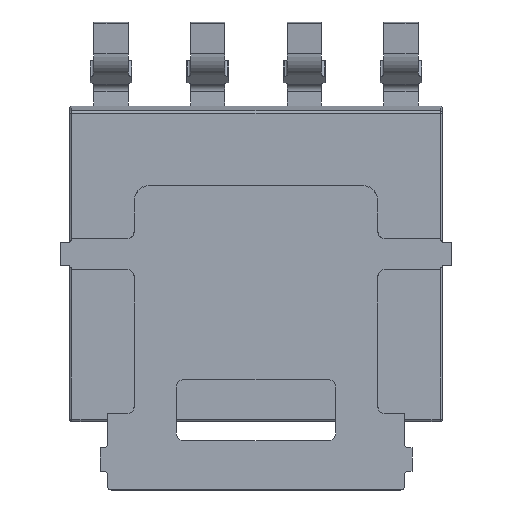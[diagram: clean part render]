
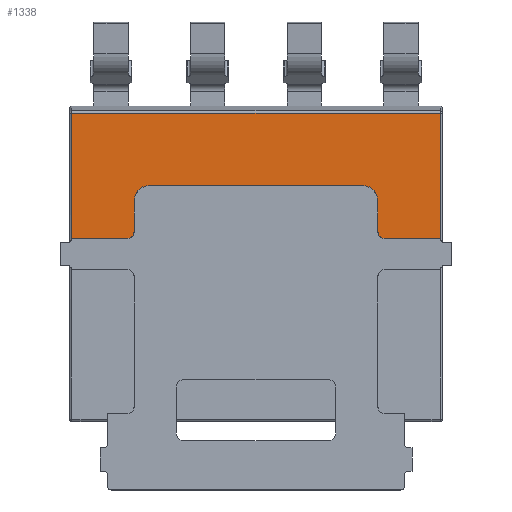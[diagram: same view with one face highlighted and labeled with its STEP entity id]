
A CAD part, front view. The second image highlights one B-rep face of the part: STEP entity #1338.
In plain terms, the highlighted planar face has unit normal (0, -1, 0).
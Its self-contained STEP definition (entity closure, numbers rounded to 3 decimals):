
#84 = CARTESIAN_POINT ( 'NONE',  ( -2.42, 0., 0.233 ) ) ;
#111 = ORIENTED_EDGE ( 'NONE', *, *, #4627, .F. ) ;
#117 = VECTOR ( 'NONE', #4391, 1000. ) ;
#191 = ORIENTED_EDGE ( 'NONE', *, *, #1360, .T. ) ;
#244 = ORIENTED_EDGE ( 'NONE', *, *, #1134, .F. ) ;
#275 = DIRECTION ( 'NONE',  ( 0., -1., 0. ) ) ;
#368 = DIRECTION ( 'NONE',  ( 0., 0., -1. ) ) ;
#499 = CIRCLE ( 'NONE', #1873, 0.098 ) ;
#523 = LINE ( 'NONE', #5414, #5471 ) ;
#567 = DIRECTION ( 'NONE',  ( 0., 0., -1. ) ) ;
#721 = ORIENTED_EDGE ( 'NONE', *, *, #1037, .F. ) ;
#733 = DIRECTION ( 'NONE',  ( 0., 0., -1. ) ) ;
#803 = LINE ( 'NONE', #3060, #2607 ) ;
#917 = VECTOR ( 'NONE', #4317, 1000. ) ;
#983 = VECTOR ( 'NONE', #5099, 1000. ) ;
#1026 = CIRCLE ( 'NONE', #5663, 0.202 ) ;
#1037 = EDGE_CURVE ( 'NONE', #3111, #6188, #1026, .T. ) ;
#1066 = VERTEX_POINT ( 'NONE', #2459 ) ;
#1076 = CARTESIAN_POINT ( 'NONE',  ( 1.602, 0., 0.745 ) ) ;
#1134 = EDGE_CURVE ( 'NONE', #6903, #1066, #7846, .T. ) ;
#1152 = EDGE_CURVE ( 'NONE', #1223, #5319, #2504, .T. ) ;
#1223 = VERTEX_POINT ( 'NONE', #6985 ) ;
#1335 = ORIENTED_EDGE ( 'NONE', *, *, #5162, .T. ) ;
#1338 = ADVANCED_FACE ( 'NONE', ( #6780 ), #5730, .T. ) ;
#1360 = EDGE_CURVE ( 'NONE', #5565, #2395, #803, .T. ) ;
#1407 = CARTESIAN_POINT ( 'NONE',  ( -2.451, 0., 0.202 ) ) ;
#1569 = ORIENTED_EDGE ( 'NONE', *, *, #3714, .F. ) ;
#1577 = CARTESIAN_POINT ( 'NONE',  ( 1.4, 0., 0.745 ) ) ;
#1611 = EDGE_CURVE ( 'NONE', #2395, #4746, #6772, .T. ) ;
#1690 = DIRECTION ( 'NONE',  ( -1., 0., 0. ) ) ;
#1693 = VECTOR ( 'NONE', #3084, 1000. ) ;
#1749 = CARTESIAN_POINT ( 'NONE',  ( 1.7, 0., 0.247 ) ) ;
#1873 = AXIS2_PLACEMENT_3D ( 'NONE', #2530, #7215, #3198 ) ;
#1899 = LINE ( 'NONE', #3056, #117 ) ;
#1903 = AXIS2_PLACEMENT_3D ( 'NONE', #6321, #4527, #2226 ) ;
#1920 = CARTESIAN_POINT ( 'NONE',  ( 1.602, 0., 0.745 ) ) ;
#1924 = CARTESIAN_POINT ( 'NONE',  ( 2.45, 0., 0. ) ) ;
#1978 = DIRECTION ( 'NONE',  ( 0.707, 0., 0.707 ) ) ;
#1988 = DIRECTION ( 'NONE',  ( 0., -1., 0. ) ) ;
#2212 = CARTESIAN_POINT ( 'NONE',  ( -1.4, 0., 0.947 ) ) ;
#2226 = DIRECTION ( 'NONE',  ( 0., 0., 1. ) ) ;
#2395 = VERTEX_POINT ( 'NONE', #84 ) ;
#2407 = VERTEX_POINT ( 'NONE', #4768 ) ;
#2443 = EDGE_CURVE ( 'NONE', #2407, #5565, #6325, .T. ) ;
#2459 = CARTESIAN_POINT ( 'NONE',  ( 2.406, 0., 0.247 ) ) ;
#2481 = VERTEX_POINT ( 'NONE', #7521 ) ;
#2504 = CIRCLE ( 'NONE', #1903, 0.202 ) ;
#2530 = CARTESIAN_POINT ( 'NONE',  ( 1.7, 0., 0.345 ) ) ;
#2607 = VECTOR ( 'NONE', #368, 1000. ) ;
#2768 = CARTESIAN_POINT ( 'NONE',  ( -1.7, 0., 0.247 ) ) ;
#2897 = DIRECTION ( 'NONE',  ( 0., 0., -1. ) ) ;
#3056 = CARTESIAN_POINT ( 'NONE',  ( 2.42, 0., 0. ) ) ;
#3060 = CARTESIAN_POINT ( 'NONE',  ( -2.42, 0., -2.129 ) ) ;
#3084 = DIRECTION ( 'NONE',  ( -1., 0., 0. ) ) ;
#3111 = VERTEX_POINT ( 'NONE', #1076 ) ;
#3198 = DIRECTION ( 'NONE',  ( 0., 0., 1. ) ) ;
#3349 = CARTESIAN_POINT ( 'NONE',  ( -2.42, 0., 1.897 ) ) ;
#3422 = CARTESIAN_POINT ( 'NONE',  ( -1.602, 0., 0.345 ) ) ;
#3441 = ORIENTED_EDGE ( 'NONE', *, *, #7529, .T. ) ;
#3666 = EDGE_CURVE ( 'NONE', #6903, #2407, #1899, .T. ) ;
#3714 = EDGE_CURVE ( 'NONE', #1066, #4908, #5482, .T. ) ;
#3790 = EDGE_LOOP ( 'NONE', ( #191, #3997, #7180, #1335, #111, #4212, #5539, #721, #3441, #3865, #1569, #244, #6055, #7533 ) ) ;
#3865 = ORIENTED_EDGE ( 'NONE', *, *, #5420, .F. ) ;
#3937 = CARTESIAN_POINT ( 'NONE',  ( 2.42, 0., 0.233 ) ) ;
#3997 = ORIENTED_EDGE ( 'NONE', *, *, #1611, .T. ) ;
#4117 = VECTOR ( 'NONE', #567, 1000. ) ;
#4212 = ORIENTED_EDGE ( 'NONE', *, *, #1152, .T. ) ;
#4317 = DIRECTION ( 'NONE',  ( -0.707, 0., 0.707 ) ) ;
#4357 = DIRECTION ( 'NONE',  ( 0., 0., -1. ) ) ;
#4391 = DIRECTION ( 'NONE',  ( 0., 0., 1. ) ) ;
#4414 = CARTESIAN_POINT ( 'NONE',  ( 1.4, 0., 0.947 ) ) ;
#4527 = DIRECTION ( 'NONE',  ( 0., 1., 0. ) ) ;
#4627 = EDGE_CURVE ( 'NONE', #1223, #7063, #523, .T. ) ;
#4695 = CIRCLE ( 'NONE', #7769, 0.098 ) ;
#4736 = LINE ( 'NONE', #5706, #8307 ) ;
#4746 = VERTEX_POINT ( 'NONE', #6254 ) ;
#4768 = CARTESIAN_POINT ( 'NONE',  ( 2.42, 0., 1.897 ) ) ;
#4783 = VECTOR ( 'NONE', #1978, 1000. ) ;
#4791 = CARTESIAN_POINT ( 'NONE',  ( -2.42, 0., 1.897 ) ) ;
#4908 = VERTEX_POINT ( 'NONE', #1749 ) ;
#5099 = DIRECTION ( 'NONE',  ( -1., 0., 0. ) ) ;
#5162 = EDGE_CURVE ( 'NONE', #6117, #7063, #4695, .T. ) ;
#5166 = AXIS2_PLACEMENT_3D ( 'NONE', #1924, #275, #4357 ) ;
#5253 = CARTESIAN_POINT ( 'NONE',  ( 2.451, 0., 0.202 ) ) ;
#5319 = VERTEX_POINT ( 'NONE', #2212 ) ;
#5414 = CARTESIAN_POINT ( 'NONE',  ( -1.602, 0., 0.745 ) ) ;
#5420 = EDGE_CURVE ( 'NONE', #4908, #2481, #499, .T. ) ;
#5471 = VECTOR ( 'NONE', #733, 1000. ) ;
#5482 = LINE ( 'NONE', #8449, #1693 ) ;
#5520 = CARTESIAN_POINT ( 'NONE',  ( 1.4, 0., 0.947 ) ) ;
#5539 = ORIENTED_EDGE ( 'NONE', *, *, #8635, .F. ) ;
#5565 = VERTEX_POINT ( 'NONE', #3349 ) ;
#5663 = AXIS2_PLACEMENT_3D ( 'NONE', #1577, #8652, #2897 ) ;
#5706 = CARTESIAN_POINT ( 'NONE',  ( -1.7, 0., 0.247 ) ) ;
#5730 = PLANE ( 'NONE',  #5166 ) ;
#5999 = CARTESIAN_POINT ( 'NONE',  ( -1.7, 0., 0.345 ) ) ;
#6055 = ORIENTED_EDGE ( 'NONE', *, *, #3666, .T. ) ;
#6114 = LINE ( 'NONE', #1920, #4117 ) ;
#6117 = VERTEX_POINT ( 'NONE', #2768 ) ;
#6188 = VERTEX_POINT ( 'NONE', #5520 ) ;
#6254 = CARTESIAN_POINT ( 'NONE',  ( -2.406, 0., 0.247 ) ) ;
#6321 = CARTESIAN_POINT ( 'NONE',  ( -1.4, 0., 0.745 ) ) ;
#6325 = LINE ( 'NONE', #4791, #7904 ) ;
#6336 = LINE ( 'NONE', #4414, #983 ) ;
#6667 = DIRECTION ( 'NONE',  ( 0., 0., -1. ) ) ;
#6772 = LINE ( 'NONE', #1407, #4783 ) ;
#6780 = FACE_OUTER_BOUND ( 'NONE', #3790, .T. ) ;
#6903 = VERTEX_POINT ( 'NONE', #3937 ) ;
#6985 = CARTESIAN_POINT ( 'NONE',  ( -1.602, 0., 0.745 ) ) ;
#7063 = VERTEX_POINT ( 'NONE', #3422 ) ;
#7180 = ORIENTED_EDGE ( 'NONE', *, *, #7296, .F. ) ;
#7215 = DIRECTION ( 'NONE',  ( 0., 1., 0. ) ) ;
#7296 = EDGE_CURVE ( 'NONE', #6117, #4746, #4736, .T. ) ;
#7471 = DIRECTION ( 'NONE',  ( -1., 0., 0. ) ) ;
#7521 = CARTESIAN_POINT ( 'NONE',  ( 1.602, 0., 0.345 ) ) ;
#7529 = EDGE_CURVE ( 'NONE', #3111, #2481, #6114, .T. ) ;
#7533 = ORIENTED_EDGE ( 'NONE', *, *, #2443, .T. ) ;
#7769 = AXIS2_PLACEMENT_3D ( 'NONE', #5999, #1988, #6667 ) ;
#7846 = LINE ( 'NONE', #5253, #917 ) ;
#7904 = VECTOR ( 'NONE', #7471, 1000. ) ;
#8307 = VECTOR ( 'NONE', #1690, 1000. ) ;
#8449 = CARTESIAN_POINT ( 'NONE',  ( 2.406, 0., 0.247 ) ) ;
#8635 = EDGE_CURVE ( 'NONE', #6188, #5319, #6336, .T. ) ;
#8652 = DIRECTION ( 'NONE',  ( 0., -1., 0. ) ) ;
